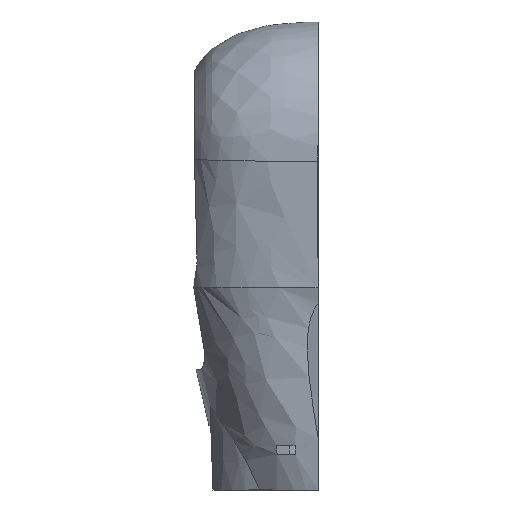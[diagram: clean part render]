
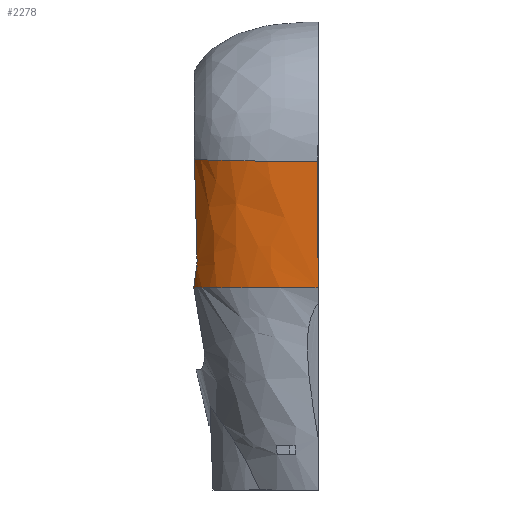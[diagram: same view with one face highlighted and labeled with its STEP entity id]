
A CAD part, front view. The second image highlights one B-rep face of the part: STEP entity #2278.
In plain terms, the highlighted free-form (B-spline) face has degree [2, 3] with [3, 4] control points.
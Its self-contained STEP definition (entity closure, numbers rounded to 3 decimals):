
#31 = CARTESIAN_POINT ( 'NONE',  ( -18.286, -35.998, -37. ) ) ;
#121 = EDGE_CURVE ( 'NONE', #1009, #2798, #7017, .T. ) ;
#145 = CARTESIAN_POINT ( 'NONE',  ( -17.6, -37.468, -1.552 ) ) ;
#186 = CARTESIAN_POINT ( 'NONE',  ( -57., 1.208, -38.849 ) ) ;
#311 = ORIENTED_EDGE ( 'NONE', *, *, #4458, .F. ) ;
#329 = CARTESIAN_POINT ( 'NONE',  ( -17.55, -36., -37. ) ) ;
#425 = ORIENTED_EDGE ( 'NONE', *, *, #121, .T. ) ;
#478 = CARTESIAN_POINT ( 'NONE',  ( -17.975, -35.999, -37. ) ) ;
#521 = CARTESIAN_POINT ( 'NONE',  ( -44.991, -30.291, -37. ) ) ;
#563 = CARTESIAN_POINT ( 'NONE',  ( -47.391, -28.317, -37. ) ) ;
#565 = CARTESIAN_POINT ( 'NONE',  ( -17.6, -37.468, -1.552 ) ) ;
#603 = CARTESIAN_POINT ( 'NONE',  ( -44.328, -37.468, -1.552 ) ) ;
#656 = ORIENTED_EDGE ( 'NONE', *, *, #1889, .F. ) ;
#691 = CARTESIAN_POINT ( 'NONE',  ( -51.604, -23.436, -37. ) ) ;
#744 = B_SPLINE_CURVE_WITH_KNOTS ( 'NONE', 3,
 ( #7435, #6744, #1882, #478, #4353, #3615, #6818, #2366, #1298, #1753, #31, #2525, #3775, #5008, #7307, #4230, #6089, #521, #3017, #1187, #3657, #6136, #563, #5517, #7997, #3176, #691, #6253 ),
 .UNSPECIFIED., .F., .F.,
 ( 4, 2, 2, 1, 1, 1, 1, 1, 1, 1, 1, 1, 1, 1, 1, 2, 2, 1, 1, 1, 1, 4 ),
 ( 0.002, 0.005, 0.005, 0.005, 0.005, 0.005, 0.006, 0.007, 0.012, 0.023, 0.043, 0.084, 0.167, 0.332, 0.496, 0.499, 0.501, 0.507, 0.517, 0.537, 0.579, 0.661 ),
 .UNSPECIFIED. ) ;
#760 = CARTESIAN_POINT ( 'NONE',  ( -57., -0.4, -0.017 ) ) ;
#1009 = VERTEX_POINT ( 'NONE', #565 ) ;
#1187 = CARTESIAN_POINT ( 'NONE',  ( -47.061, -28.594, -37. ) ) ;
#1298 = CARTESIAN_POINT ( 'NONE',  ( -18.032, -35.999, -37. ) ) ;
#1365 = EDGE_CURVE ( 'NONE', #1009, #3953, #6814, .T. ) ;
#1408 = CARTESIAN_POINT ( 'NONE',  ( -57., 0.136, -12.961 ) ) ;
#1512 =( BOUNDED_SURFACE ( )  B_SPLINE_SURFACE ( 2, 3, ( 
 ( #186, #3242, #1408, #760 ),
 ( #2675, #5123, #5708, #4547 ),
 ( #5162, #4507, #7620, #145 ) ),
 .UNSPECIFIED., .F., .F., .F. ) 
 B_SPLINE_SURFACE_WITH_KNOTS ( ( 3, 3 ),
 ( 4, 4 ),
 ( 0., 1. ),
 ( -0.039, 0. ),
 .UNSPECIFIED. ) 
 GEOMETRIC_REPRESENTATION_ITEM ( )  RATIONAL_B_SPLINE_SURFACE ( (
 ( 1., 1., 1., 1.),
 ( 1.222, 1.222, 1.222, 1.222),
 ( 1., 1., 1., 1.) ) ) 
 REPRESENTATION_ITEM ( '' )  SURFACE ( )  );
#1753 = CARTESIAN_POINT ( 'NONE',  ( -18.093, -35.999, -37. ) ) ;
#1844 = CARTESIAN_POINT ( 'NONE',  ( -17.6, -37.468, -1.552 ) ) ;
#1882 = CARTESIAN_POINT ( 'NONE',  ( -17.83, -36., -37. ) ) ;
#1885 = CARTESIAN_POINT ( 'NONE',  ( -52.193, -24., -0.994 ) ) ;
#1889 = EDGE_CURVE ( 'NONE', #4589, #6020, #7186, .T. ) ;
#1913 = CARTESIAN_POINT ( 'NONE',  ( -51.885, -23.2, -32.998 ) ) ;
#2180 = ORIENTED_EDGE ( 'NONE', *, *, #5296, .F. ) ;
#2260 = CARTESIAN_POINT ( 'NONE',  ( -17.55, -36., -37. ) ) ;
#2278 = ADVANCED_FACE ( 'NONE', ( #7461 ), #1512, .T. ) ;
#2318 = CARTESIAN_POINT ( 'NONE',  ( -52.384, -22.138, -36.983 ) ) ;
#2366 = CARTESIAN_POINT ( 'NONE',  ( -18.001, -35.999, -37. ) ) ;
#2524 = CARTESIAN_POINT ( 'NONE',  ( -52.384, -22.138, -36.983 ) ) ;
#2525 = CARTESIAN_POINT ( 'NONE',  ( -18.739, -35.995, -37. ) ) ;
#2567 = CARTESIAN_POINT ( 'NONE',  ( -51.497, -23.909, -30.341 ) ) ;
#2675 = CARTESIAN_POINT ( 'NONE',  ( -57., -35.86, -40.384 ) ) ;
#2798 = VERTEX_POINT ( 'NONE', #4115 ) ;
#2869 = CARTESIAN_POINT ( 'NONE',  ( -17.5, -36.489, -25.184 ) ) ;
#3017 = CARTESIAN_POINT ( 'NONE',  ( -46.999, -28.645, -37. ) ) ;
#3176 = CARTESIAN_POINT ( 'NONE',  ( -50.381, -25.255, -37. ) ) ;
#3242 = CARTESIAN_POINT ( 'NONE',  ( -57., 0.672, -25.905 ) ) ;
#3601 = EDGE_CURVE ( 'NONE', #7282, #2798, #6788, .T. ) ;
#3615 = CARTESIAN_POINT ( 'NONE',  ( -17.98, -35.999, -37. ) ) ;
#3657 = CARTESIAN_POINT ( 'NONE',  ( -47.093, -28.567, -37. ) ) ;
#3747 = CARTESIAN_POINT ( 'NONE',  ( -52.193, -24., -0.994 ) ) ;
#3775 = CARTESIAN_POINT ( 'NONE',  ( -19.706, -35.982, -37. ) ) ;
#3953 = VERTEX_POINT ( 'NONE', #329 ) ;
#3965 = CARTESIAN_POINT ( 'NONE',  ( -51.474, -24., -28.952 ) ) ;
#4056 = B_SPLINE_CURVE_WITH_KNOTS ( 'NONE', 3,
 ( #6455, #2567, #5644, #7878 ),
 .UNSPECIFIED., .F., .F.,
 ( 4, 4 ),
 ( 0., 0.002 ),
 .UNSPECIFIED. ) ;
#4115 = CARTESIAN_POINT ( 'NONE',  ( -52.193, -24., -0.994 ) ) ;
#4230 = CARTESIAN_POINT ( 'NONE',  ( -32.042, -35.038, -37. ) ) ;
#4353 = CARTESIAN_POINT ( 'NONE',  ( -17.975, -35.999, -37. ) ) ;
#4458 = EDGE_CURVE ( 'NONE', #6020, #7282, #4056, .T. ) ;
#4507 = CARTESIAN_POINT ( 'NONE',  ( -17.6, -36.396, -27.44 ) ) ;
#4547 = CARTESIAN_POINT ( 'NONE',  ( -57., -37.468, -1.552 ) ) ;
#4589 = VERTEX_POINT ( 'NONE', #2318 ) ;
#5007 = CARTESIAN_POINT ( 'NONE',  ( -52.153, -22.67, -34.987 ) ) ;
#5008 = CARTESIAN_POINT ( 'NONE',  ( -21.606, -35.936, -37. ) ) ;
#5123 = CARTESIAN_POINT ( 'NONE',  ( -57., -36.396, -27.44 ) ) ;
#5162 = CARTESIAN_POINT ( 'NONE',  ( -17.6, -35.86, -40.384 ) ) ;
#5296 = EDGE_CURVE ( 'NONE', #3953, #4589, #744, .T. ) ;
#5517 = CARTESIAN_POINT ( 'NONE',  ( -47.846, -27.916, -37. ) ) ;
#5580 = ORIENTED_EDGE ( 'NONE', *, *, #1365, .F. ) ;
#5611 = CARTESIAN_POINT ( 'NONE',  ( -51.968, -24., -10.313 ) ) ;
#5644 = CARTESIAN_POINT ( 'NONE',  ( -51.455, -24., -29.654 ) ) ;
#5708 = CARTESIAN_POINT ( 'NONE',  ( -57., -36.932, -14.496 ) ) ;
#5718 = CARTESIAN_POINT ( 'NONE',  ( -51.595, -23.73, -31.013 ) ) ;
#5745 = EDGE_LOOP ( 'NONE', ( #6504, #311, #656, #2180, #5580, #425 ) ) ;
#6020 = VERTEX_POINT ( 'NONE', #5718 ) ;
#6089 = CARTESIAN_POINT ( 'NONE',  ( -40.147, -33.009, -37. ) ) ;
#6136 = CARTESIAN_POINT ( 'NONE',  ( -47.193, -28.484, -37. ) ) ;
#6253 = CARTESIAN_POINT ( 'NONE',  ( -52.384, -22.138, -36.983 ) ) ;
#6455 = CARTESIAN_POINT ( 'NONE',  ( -51.595, -23.73, -31.013 ) ) ;
#6504 = ORIENTED_EDGE ( 'NONE', *, *, #3601, .F. ) ;
#6744 = CARTESIAN_POINT ( 'NONE',  ( -17.69, -36., -37. ) ) ;
#6788 = B_SPLINE_CURVE_WITH_KNOTS ( 'NONE', 3,
 ( #6833, #6798, #5611, #3747 ),
 .UNSPECIFIED., .F., .F.,
 ( 4, 4 ),
 ( 0., 0.028 ),
 .UNSPECIFIED. ) ;
#6798 = CARTESIAN_POINT ( 'NONE',  ( -51.729, -24., -19.633 ) ) ;
#6814 = B_SPLINE_CURVE_WITH_KNOTS ( 'NONE', 3,
 ( #7657, #7826, #2869, #2260 ),
 .UNSPECIFIED., .F., .F.,
 ( 4, 4 ),
 ( 0., 1. ),
 .UNSPECIFIED. ) ;
#6818 = CARTESIAN_POINT ( 'NONE',  ( -17.986, -35.999, -37. ) ) ;
#6833 = CARTESIAN_POINT ( 'NONE',  ( -51.474, -24., -28.952 ) ) ;
#6852 = CARTESIAN_POINT ( 'NONE',  ( -51.595, -23.73, -31.013 ) ) ;
#7017 =( BOUNDED_CURVE ( )  B_SPLINE_CURVE ( 2, ( #1844, #603, #1885 ),
 .UNSPECIFIED., .F., .F. ) 
 B_SPLINE_CURVE_WITH_KNOTS ( ( 3, 3 ),
 ( 0., 0.633 ),
 .UNSPECIFIED. ) 
 CURVE ( )  GEOMETRIC_REPRESENTATION_ITEM ( )  RATIONAL_B_SPLINE_CURVE ( ( 1., 1.141, 1.103 ) ) 
 REPRESENTATION_ITEM ( '' )  );
#7186 = B_SPLINE_CURVE_WITH_KNOTS ( 'NONE', 3,
 ( #2524, #5007, #1913, #6852 ),
 .UNSPECIFIED., .F., .F.,
 ( 4, 4 ),
 ( 0.001, 0.007 ),
 .UNSPECIFIED. ) ;
#7282 = VERTEX_POINT ( 'NONE', #3965 ) ;
#7307 = CARTESIAN_POINT ( 'NONE',  ( -25.268, -35.754, -37. ) ) ;
#7435 = CARTESIAN_POINT ( 'NONE',  ( -17.55, -36., -37. ) ) ;
#7461 = FACE_OUTER_BOUND ( 'NONE', #5745, .T. ) ;
#7620 = CARTESIAN_POINT ( 'NONE',  ( -17.6, -36.932, -14.496 ) ) ;
#7657 = CARTESIAN_POINT ( 'NONE',  ( -17.5, -37.468, -1.552 ) ) ;
#7826 = CARTESIAN_POINT ( 'NONE',  ( -17.5, -36.979, -13.368 ) ) ;
#7878 = CARTESIAN_POINT ( 'NONE',  ( -51.474, -24., -28.952 ) ) ;
#7997 = CARTESIAN_POINT ( 'NONE',  ( -48.729, -27.079, -37. ) ) ;
